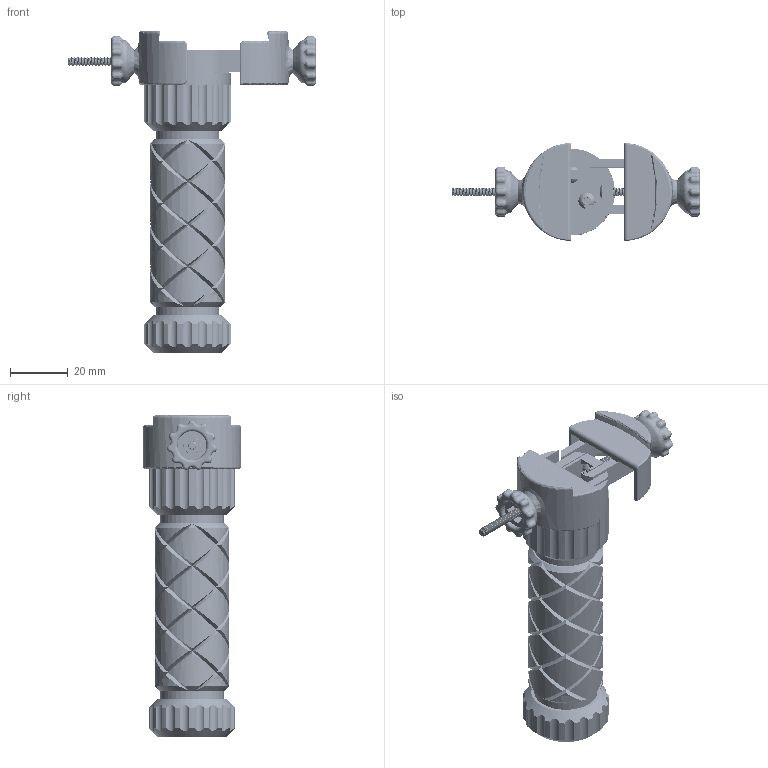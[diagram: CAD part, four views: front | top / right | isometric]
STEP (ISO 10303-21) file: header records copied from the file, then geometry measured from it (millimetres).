
FILE_DESCRIPTION(/* description */ (''),/* implementation_level */ '2;1');
FILE_NAME(/* name */ 'Handle VA rev2.step',/* time_stamp */ '2021-08-26T17:15:15+01:00',/* author */ (''),/* organization */ (''),/* preprocessor_version */ 'ST-DEVELOPER v18.1',/* originating_system */ 'Autodesk Translation Framework v10.10.0.1391',/* authorisation */ '');
FILE_SCHEMA (('AUTOMOTIVE_DESIGN { 1 0 10303 214 3 1 1 }'));
Products named in the file (9): Handle V1; Handle; Interface; ClampGuide; Clamp; Knob; M3x30mm ButtonHead Hexscrew; M3x15mm ButtonHead Hexscrew; M3 A2 Hexnut
Assembly tree (19 placements, depth 2):
  Handle V1
    Handle
    Interface
    ClampGuide
    Clamp  x2
    Knob  x2
    M3x30mm ButtonHead Hexscrew  x2
    M3x15mm ButtonHead Hexscrew  x3
    M3 A2 Hexnut  x7
Bounding box: 85.89 x 33.98 x 111.5 mm (x, y, z)
Volume: 54895.5 mm3; surface area: 30143.7 mm2
Topology: 19 solids, 19 shells, 1473 faces, 3865 edges, 2463 vertices
Faces by surface type: cylinder 748, plane 254, bspline 203, cone 163, torus 100, sphere 5
Full cylindrical faces by diameter (mm): 2.35 x200, 3 x221, 3.5 x15, 5.7 x5, 6.3 x3, 10 x2, 16 x1, 22 x2, 30 x1
Entity records: 47524 total; most frequent: CARTESIAN_POINT 29113, ORIENTED_EDGE 4218, DIRECTION 3214, EDGE_CURVE 2109, VERTEX_POINT 1357, AXIS2_PLACEMENT_3D 1282, EDGE_LOOP 836, B_SPLINE_CURVE_WITH_KNOTS 827
